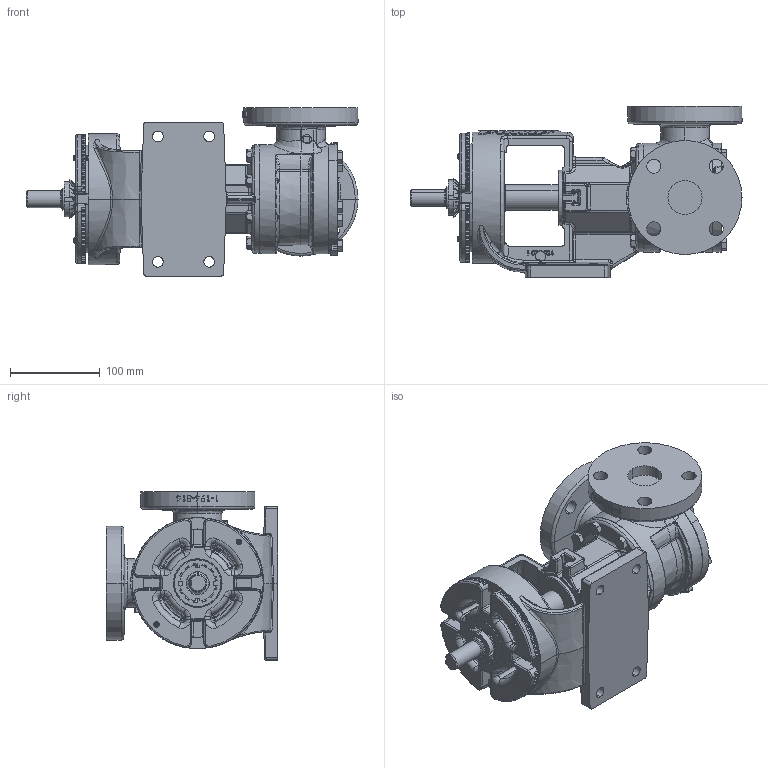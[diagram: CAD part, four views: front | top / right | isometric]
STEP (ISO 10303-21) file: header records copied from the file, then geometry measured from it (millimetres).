
FILE_DESCRIPTION (( 'STEP AP214' ), '1' );
FILE_NAME ('H123A.STEP', '2016-08-09T17:49:03', ( '' ), ( '' ), 'SwSTEP 2.0', 'SolidWorks 2015', '' );
FILE_SCHEMA (( 'AUTOMOTIVE_DESIGN' ));
Length unit declared in the file: inch
Products named in the file (2): H123A
Bounding box: 369.82 x 190.5 x 187.32 mm (x, y, z)
Volume: 3205661.8 mm3; surface area: 327920.4 mm2
Topology: 1 solids, 1 shells, 2393 faces, 6055 edges, 3675 vertices
Faces by surface type: cylinder 698, plane 652, bspline 585, cone 298, torus 96, sphere 64
Entity records: 143115 total; most frequent: CARTESIAN_POINT 74345, ORIENTED_EDGE 11984, DIRECTION 9427, EDGE_CURVE 5992, AXIS2_PLACEMENT_3D 3848, VERTEX_POINT 3675, EDGE_LOOP 2501, FACE_OUTER_BOUND 2393
